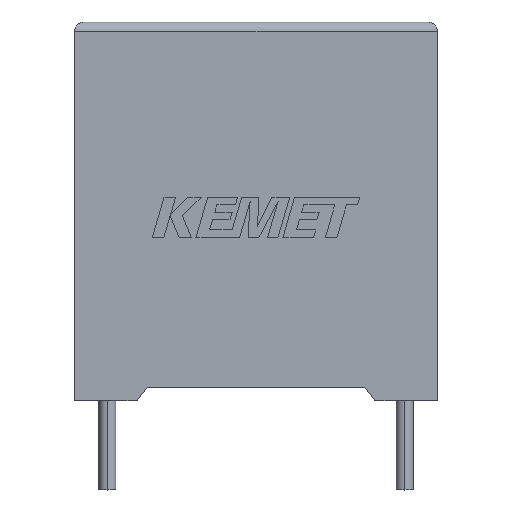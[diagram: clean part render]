
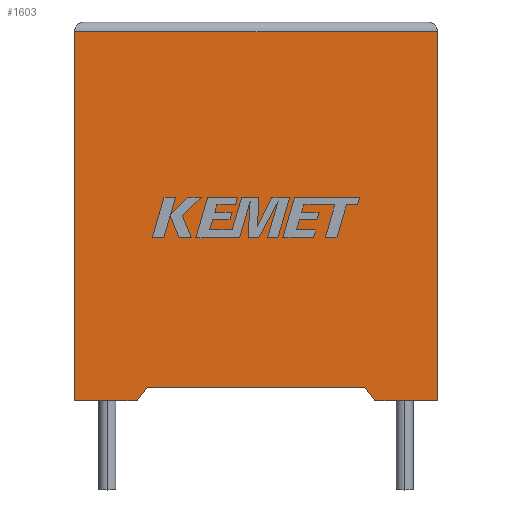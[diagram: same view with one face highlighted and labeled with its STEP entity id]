
A CAD part, top view. The second image highlights one B-rep face of the part: STEP entity #1603.
In plain terms, the highlighted planar face has unit normal (0, 0, 1).
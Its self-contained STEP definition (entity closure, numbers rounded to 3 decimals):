
#48 = DIRECTION ( 'NONE',  ( 1., 0., 0. ) ) ;
#75 = CARTESIAN_POINT ( 'NONE',  ( 3.15, 0., 11.2 ) ) ;
#113 = AXIS2_PLACEMENT_3D ( 'NONE', #363, #1298, #1715 ) ;
#222 = LINE ( 'NONE', #2799, #2620 ) ;
#337 = CARTESIAN_POINT ( 'NONE',  ( 0., 0., 11.2 ) ) ;
#363 = CARTESIAN_POINT ( 'NONE',  ( 0., 0., 11.2 ) ) ;
#380 = EDGE_CURVE ( 'NONE', #611, #1636, #2014, .T. ) ;
#425 = DIRECTION ( 'NONE',  ( -1., 0., 0. ) ) ;
#513 = DIRECTION ( 'NONE',  ( 0.611, -0.792, 0. ) ) ;
#528 = CARTESIAN_POINT ( 'NONE',  ( 3.15, 0., 11.2 ) ) ;
#602 = DIRECTION ( 'NONE',  ( 0., 1., 0. ) ) ;
#611 = VERTEX_POINT ( 'NONE', #1870 ) ;
#691 = LINE ( 'NONE', #2512, #2814 ) ;
#761 = EDGE_CURVE ( 'NONE', #2552, #1883, #765, .T. ) ;
#765 = LINE ( 'NONE', #2938, #2294 ) ;
#772 = ORIENTED_EDGE ( 'NONE', *, *, #1708, .T. ) ;
#798 = CARTESIAN_POINT ( 'NONE',  ( 15.15, 0., 11.2 ) ) ;
#809 = ORIENTED_EDGE ( 'NONE', *, *, #380, .F. ) ;
#899 = EDGE_LOOP ( 'NONE', ( #1492, #772, #2919, #2661, #809, #3058, #1323, #1082 ) ) ;
#972 = FACE_OUTER_BOUND ( 'NONE', #899, .T. ) ;
#1054 = VERTEX_POINT ( 'NONE', #2896 ) ;
#1060 = EDGE_CURVE ( 'NONE', #1138, #1636, #2201, .T. ) ;
#1082 = ORIENTED_EDGE ( 'NONE', *, *, #761, .T. ) ;
#1083 = LINE ( 'NONE', #3018, #1838 ) ;
#1138 = VERTEX_POINT ( 'NONE', #337 ) ;
#1147 = EDGE_CURVE ( 'NONE', #1054, #1138, #691, .T. ) ;
#1237 = CARTESIAN_POINT ( 'NONE',  ( 18.3, 18.6, 11.2 ) ) ;
#1271 = VERTEX_POINT ( 'NONE', #1237 ) ;
#1298 = DIRECTION ( 'NONE',  ( 0., 0., -1. ) ) ;
#1323 = ORIENTED_EDGE ( 'NONE', *, *, #1592, .T. ) ;
#1419 = VECTOR ( 'NONE', #2523, 1000. ) ;
#1492 = ORIENTED_EDGE ( 'NONE', *, *, #1725, .T. ) ;
#1553 = CARTESIAN_POINT ( 'NONE',  ( 14.642, 0.659, 11.2 ) ) ;
#1592 = EDGE_CURVE ( 'NONE', #1787, #2552, #1657, .T. ) ;
#1603 = ADVANCED_FACE ( 'NONE', ( #972 ), #2441, .F. ) ;
#1636 = VERTEX_POINT ( 'NONE', #528 ) ;
#1657 = LINE ( 'NONE', #2627, #2569 ) ;
#1708 = EDGE_CURVE ( 'NONE', #1271, #1054, #1783, .T. ) ;
#1715 = DIRECTION ( 'NONE',  ( -1., 0., 0. ) ) ;
#1716 = DIRECTION ( 'NONE',  ( 1., 0., 0. ) ) ;
#1725 = EDGE_CURVE ( 'NONE', #1883, #1271, #1083, .T. ) ;
#1783 = LINE ( 'NONE', #1830, #1419 ) ;
#1787 = VERTEX_POINT ( 'NONE', #1553 ) ;
#1830 = CARTESIAN_POINT ( 'NONE',  ( 0., 18.6, 11.2 ) ) ;
#1838 = VECTOR ( 'NONE', #602, 1000. ) ;
#1870 = CARTESIAN_POINT ( 'NONE',  ( 3.658, 0.659, 11.2 ) ) ;
#1883 = VERTEX_POINT ( 'NONE', #2359 ) ;
#1932 = CARTESIAN_POINT ( 'NONE',  ( 0., 0., 11.2 ) ) ;
#1997 = DIRECTION ( 'NONE',  ( -0.611, -0.792, 0. ) ) ;
#2014 = LINE ( 'NONE', #75, #2126 ) ;
#2126 = VECTOR ( 'NONE', #1997, 1000. ) ;
#2201 = LINE ( 'NONE', #1932, #2232 ) ;
#2232 = VECTOR ( 'NONE', #48, 1000. ) ;
#2279 = DIRECTION ( 'NONE',  ( 0., -1., 0. ) ) ;
#2294 = VECTOR ( 'NONE', #1716, 1000. ) ;
#2359 = CARTESIAN_POINT ( 'NONE',  ( 18.3, 0., 11.2 ) ) ;
#2441 = PLANE ( 'NONE',  #113 ) ;
#2454 = EDGE_CURVE ( 'NONE', #1787, #611, #222, .T. ) ;
#2512 = CARTESIAN_POINT ( 'NONE',  ( 0., 0., 11.2 ) ) ;
#2523 = DIRECTION ( 'NONE',  ( -1., 0., 0. ) ) ;
#2552 = VERTEX_POINT ( 'NONE', #798 ) ;
#2569 = VECTOR ( 'NONE', #513, 1000. ) ;
#2620 = VECTOR ( 'NONE', #425, 1000. ) ;
#2627 = CARTESIAN_POINT ( 'NONE',  ( 15.15, 0., 11.2 ) ) ;
#2661 = ORIENTED_EDGE ( 'NONE', *, *, #1060, .T. ) ;
#2799 = CARTESIAN_POINT ( 'NONE',  ( 9.15, 0.659, 11.2 ) ) ;
#2814 = VECTOR ( 'NONE', #2279, 1000. ) ;
#2896 = CARTESIAN_POINT ( 'NONE',  ( 0., 18.6, 11.2 ) ) ;
#2919 = ORIENTED_EDGE ( 'NONE', *, *, #1147, .T. ) ;
#2938 = CARTESIAN_POINT ( 'NONE',  ( 0., 0., 11.2 ) ) ;
#3018 = CARTESIAN_POINT ( 'NONE',  ( 18.3, 0., 11.2 ) ) ;
#3058 = ORIENTED_EDGE ( 'NONE', *, *, #2454, .F. ) ;
